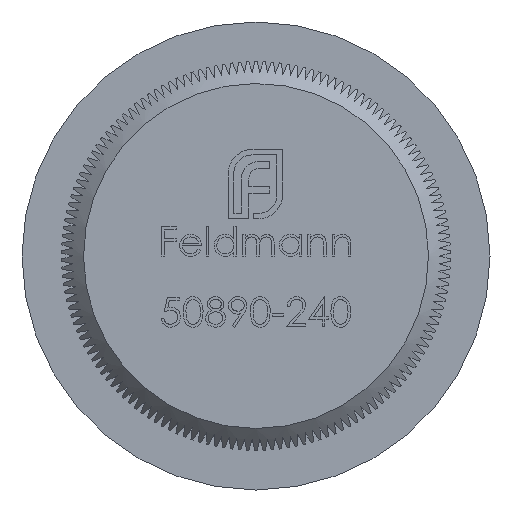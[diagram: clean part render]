
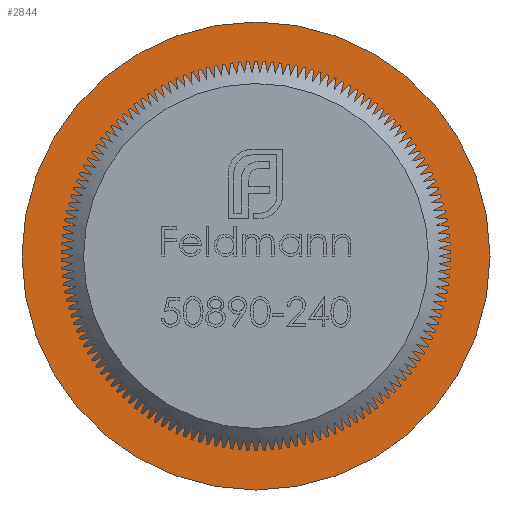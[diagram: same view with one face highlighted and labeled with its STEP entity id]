
A CAD part, front view. The second image highlights one B-rep face of the part: STEP entity #2844.
In plain terms, the highlighted planar face has unit normal (0, -1, 0).
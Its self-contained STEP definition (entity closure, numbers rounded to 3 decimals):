
#175 = EDGE_CURVE ( 'NONE', #31751, #31751, #1413, .T. ) ;
#990 = DIRECTION ( 'NONE',  ( 0., -1., 0. ) ) ;
#1230 = CIRCLE ( 'NONE', #16158, 10.65 ) ;
#1335 = DIRECTION ( 'NONE',  ( 0., 0., -1. ) ) ;
#1413 = CIRCLE ( 'NONE', #27391, 8.35 ) ;
#1448 = CARTESIAN_POINT ( 'NONE',  ( 0., 5., 0. ) ) ;
#1465 = CARTESIAN_POINT ( 'NONE',  ( 10.65, 5., 0. ) ) ;
#2844 = ADVANCED_FACE ( 'NONE', ( #9505, #22556 ), #14486, .T. ) ;
#7105 = DIRECTION ( 'NONE',  ( 0., -1., 0. ) ) ;
#7261 = ORIENTED_EDGE ( 'NONE', *, *, #175, .F. ) ;
#7687 = ORIENTED_EDGE ( 'NONE', *, *, #26630, .T. ) ;
#9505 = FACE_BOUND ( 'NONE', #11121, .T. ) ;
#9838 = CARTESIAN_POINT ( 'NONE',  ( 0., 5., -10.65 ) ) ;
#11121 = EDGE_LOOP ( 'NONE', ( #7261 ) ) ;
#12341 = CARTESIAN_POINT ( 'NONE',  ( 0., 5., 0. ) ) ;
#14381 = DIRECTION ( 'NONE',  ( 0., 0., -1. ) ) ;
#14486 = PLANE ( 'NONE',  #16946 ) ;
#14844 = CARTESIAN_POINT ( 'NONE',  ( 0., 5., -8.35 ) ) ;
#16158 = AXIS2_PLACEMENT_3D ( 'NONE', #1448, #990, #1335 ) ;
#16946 = AXIS2_PLACEMENT_3D ( 'NONE', #1465, #27412, #14381 ) ;
#20404 = DIRECTION ( 'NONE',  ( 0., 0., -1. ) ) ;
#21366 = EDGE_LOOP ( 'NONE', ( #7687 ) ) ;
#22556 = FACE_OUTER_BOUND ( 'NONE', #21366, .T. ) ;
#26630 = EDGE_CURVE ( 'NONE', #33368, #33368, #1230, .T. ) ;
#27391 = AXIS2_PLACEMENT_3D ( 'NONE', #12341, #7105, #20404 ) ;
#27412 = DIRECTION ( 'NONE',  ( 0., -1., 0. ) ) ;
#31751 = VERTEX_POINT ( 'NONE', #14844 ) ;
#33368 = VERTEX_POINT ( 'NONE', #9838 ) ;
